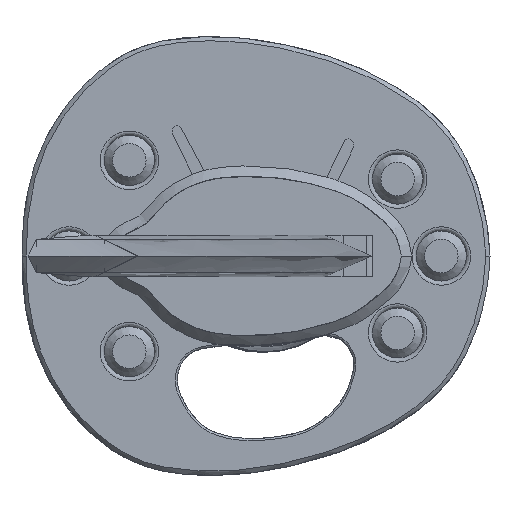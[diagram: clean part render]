
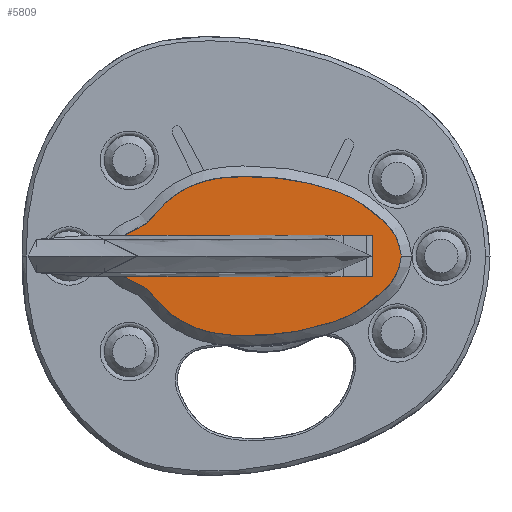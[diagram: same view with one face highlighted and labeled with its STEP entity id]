
A CAD part, left-side view. The second image highlights one B-rep face of the part: STEP entity #5809.
In plain terms, the highlighted planar face has unit normal (-1, 0, 0).
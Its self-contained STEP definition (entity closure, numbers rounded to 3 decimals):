
#306=(
BOUNDED_CURVE()
B_SPLINE_CURVE(5,(#12326,#12327,#12328,#12329,#12330,#12331,#12332,#12333,
#12334,#12335,#12336,#12337,#12338,#12339,#12340,#12341,#12342,#12343,#12344,
#12345,#12346,#12347,#12348,#12349,#12350),.UNSPECIFIED.,.F.,.F.)
B_SPLINE_CURVE_WITH_KNOTS((6,1,1,1,1,1,1,1,1,1,1,1,1,1,1,1,1,1,1,1,6),(-1.,
-0.95,-0.9,-0.85,-0.8,-0.75,-0.7,-0.65,-0.6,-0.55,-0.5,-0.45,-0.4,-0.35,
-0.3,-0.25,-0.2,-0.15,-0.1,-0.05,0.),.UNSPECIFIED.)
CURVE()
GEOMETRIC_REPRESENTATION_ITEM()
RATIONAL_B_SPLINE_CURVE((1.,1.,1.,1.,1.,1.,1.,1.,1.,1.,1.,1.,1.,1.,1.,1.,
1.,1.,1.,1.,1.,1.,1.,1.,1.))
REPRESENTATION_ITEM('')
);
#307=(
BOUNDED_CURVE()
B_SPLINE_CURVE(5,(#12408,#12409,#12410,#12411,#12412,#12413,#12414,#12415,
#12416,#12417,#12418,#12419,#12420,#12421,#12422,#12423,#12424,#12425,#12426,
#12427,#12428,#12429,#12430,#12431,#12432),.UNSPECIFIED.,.F.,.F.)
B_SPLINE_CURVE_WITH_KNOTS((6,1,1,1,1,1,1,1,1,1,1,1,1,1,1,1,1,1,1,1,6),(0.,
0.05,0.1,0.15,0.2,0.25,0.3,0.35,0.4,0.45,0.5,0.55,0.6,0.65,0.7,0.75,0.8,
0.85,0.9,0.95,1.),.UNSPECIFIED.)
CURVE()
GEOMETRIC_REPRESENTATION_ITEM()
RATIONAL_B_SPLINE_CURVE((1.,1.,1.,1.,1.,1.,1.,1.,1.,1.,1.,1.,1.,1.,1.,1.,
1.,1.,1.,1.,1.,1.,1.,1.,1.))
REPRESENTATION_ITEM('')
);
#753=FACE_OUTER_BOUND('',#1124,.T.);
#1124=EDGE_LOOP('',(#4778,#4779));
#2693=VERTEX_POINT('',#12323);
#2694=VERTEX_POINT('',#12325);
#3416=EDGE_CURVE('',#2694,#2693,#306,.T.);
#3421=EDGE_CURVE('',#2693,#2694,#307,.T.);
#4778=ORIENTED_EDGE('',*,*,#3421,.T.);
#4779=ORIENTED_EDGE('',*,*,#3416,.T.);
#5581=PLANE('',#6207);
#5809=ADVANCED_FACE('',(#753),#5581,.T.);
#6207=AXIS2_PLACEMENT_3D('',#12433,#7205,#7206);
#7205=DIRECTION('center_axis',(-1.,0.,0.));
#7206=DIRECTION('ref_axis',(0.,0.,1.));
#12323=CARTESIAN_POINT('',(42.55,-4.4,0.));
#12325=CARTESIAN_POINT('',(42.55,9.85,0.));
#12326=CARTESIAN_POINT('Ctrl Pts',(42.55,9.85,0.));
#12327=CARTESIAN_POINT('Ctrl Pts',(42.55,9.85,-0.15));
#12328=CARTESIAN_POINT('Ctrl Pts',(42.55,9.7,-0.3));
#12329=CARTESIAN_POINT('Ctrl Pts',(42.55,9.4,-0.6));
#12330=CARTESIAN_POINT('Ctrl Pts',(42.55,9.3,-0.7));
#12331=CARTESIAN_POINT('Ctrl Pts',(42.55,9.1,-0.9));
#12332=CARTESIAN_POINT('Ctrl Pts',(42.55,8.8,-1.1));
#12333=CARTESIAN_POINT('Ctrl Pts',(42.55,8.3,-1.3));
#12334=CARTESIAN_POINT('Ctrl Pts',(42.55,7.9,-1.5));
#12335=CARTESIAN_POINT('Ctrl Pts',(42.55,7.7,-1.7));
#12336=CARTESIAN_POINT('Ctrl Pts',(42.55,7.5,-2.));
#12337=CARTESIAN_POINT('Ctrl Pts',(42.55,7.1,-2.4));
#12338=CARTESIAN_POINT('Ctrl Pts',(42.55,6.551,-2.96));
#12339=CARTESIAN_POINT('Ctrl Pts',(42.55,5.7,-3.4));
#12340=CARTESIAN_POINT('Ctrl Pts',(42.55,4.9,-3.7));
#12341=CARTESIAN_POINT('Ctrl Pts',(42.55,3.6,-3.9));
#12342=CARTESIAN_POINT('Ctrl Pts',(42.55,1.5,-3.8));
#12343=CARTESIAN_POINT('Ctrl Pts',(42.55,0.4,-3.6));
#12344=CARTESIAN_POINT('Ctrl Pts',(42.55,-1.146,-3.221));
#12345=CARTESIAN_POINT('Ctrl Pts',(42.55,-2.1,-2.8));
#12346=CARTESIAN_POINT('Ctrl Pts',(42.55,-2.7,-2.4));
#12347=CARTESIAN_POINT('Ctrl Pts',(42.55,-3.4,-1.8));
#12348=CARTESIAN_POINT('Ctrl Pts',(42.55,-3.8,-1.5));
#12349=CARTESIAN_POINT('Ctrl Pts',(42.55,-4.3,-0.8));
#12350=CARTESIAN_POINT('Ctrl Pts',(42.55,-4.4,0.));
#12408=CARTESIAN_POINT('Ctrl Pts',(42.55,-4.4,0.));
#12409=CARTESIAN_POINT('Ctrl Pts',(42.55,-4.3,0.8));
#12410=CARTESIAN_POINT('Ctrl Pts',(42.55,-3.8,1.5));
#12411=CARTESIAN_POINT('Ctrl Pts',(42.55,-3.4,1.8));
#12412=CARTESIAN_POINT('Ctrl Pts',(42.55,-2.7,2.4));
#12413=CARTESIAN_POINT('Ctrl Pts',(42.55,-2.1,2.8));
#12414=CARTESIAN_POINT('Ctrl Pts',(42.55,-1.146,3.221));
#12415=CARTESIAN_POINT('Ctrl Pts',(42.55,0.4,3.6));
#12416=CARTESIAN_POINT('Ctrl Pts',(42.55,1.5,3.8));
#12417=CARTESIAN_POINT('Ctrl Pts',(42.55,3.6,3.9));
#12418=CARTESIAN_POINT('Ctrl Pts',(42.55,4.9,3.7));
#12419=CARTESIAN_POINT('Ctrl Pts',(42.55,5.7,3.4));
#12420=CARTESIAN_POINT('Ctrl Pts',(42.55,6.551,2.96));
#12421=CARTESIAN_POINT('Ctrl Pts',(42.55,7.1,2.4));
#12422=CARTESIAN_POINT('Ctrl Pts',(42.55,7.5,2.));
#12423=CARTESIAN_POINT('Ctrl Pts',(42.55,7.7,1.7));
#12424=CARTESIAN_POINT('Ctrl Pts',(42.55,7.9,1.5));
#12425=CARTESIAN_POINT('Ctrl Pts',(42.55,8.3,1.3));
#12426=CARTESIAN_POINT('Ctrl Pts',(42.55,8.8,1.1));
#12427=CARTESIAN_POINT('Ctrl Pts',(42.55,9.1,0.9));
#12428=CARTESIAN_POINT('Ctrl Pts',(42.55,9.3,0.7));
#12429=CARTESIAN_POINT('Ctrl Pts',(42.55,9.4,0.6));
#12430=CARTESIAN_POINT('Ctrl Pts',(42.55,9.7,0.3));
#12431=CARTESIAN_POINT('Ctrl Pts',(42.55,9.85,0.15));
#12432=CARTESIAN_POINT('Ctrl Pts',(42.55,9.85,0.));
#12433=CARTESIAN_POINT('Origin',(42.55,2.725,0.));
